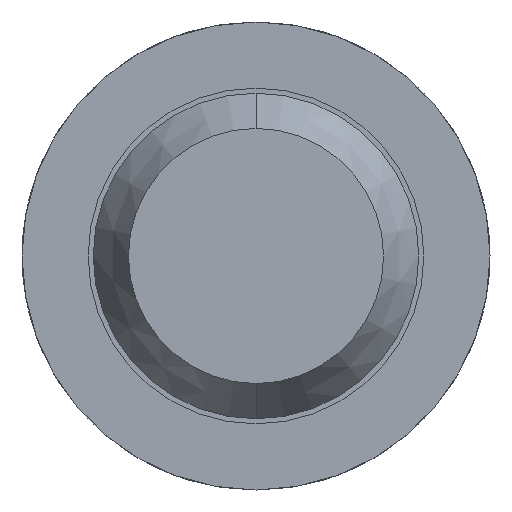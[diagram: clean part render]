
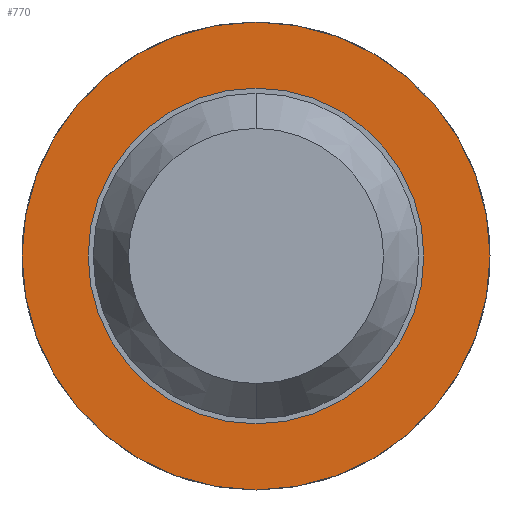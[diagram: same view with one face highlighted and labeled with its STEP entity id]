
A CAD part, front view. The second image highlights one B-rep face of the part: STEP entity #770.
In plain terms, the highlighted planar face has unit normal (0, -1, 0).
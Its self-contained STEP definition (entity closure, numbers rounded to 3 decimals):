
#104 = VERTEX_POINT ( 'NONE', #888 ) ;
#135 = AXIS2_PLACEMENT_3D ( 'NONE', #2271, #3354, #2212 ) ;
#228 = EDGE_LOOP ( 'NONE', ( #1134, #588 ) ) ;
#344 = ORIENTED_EDGE ( 'NONE', *, *, #2100, .T. ) ;
#355 = CARTESIAN_POINT ( 'NONE',  ( 0., -1.7, 1.15 ) ) ;
#414 = AXIS2_PLACEMENT_3D ( 'NONE', #493, #1615, #1081 ) ;
#450 = CIRCLE ( 'NONE', #2464, 1.15 ) ;
#485 = CIRCLE ( 'NONE', #135, 0.825 ) ;
#493 = CARTESIAN_POINT ( 'NONE',  ( 0.825, -1.7, 0. ) ) ;
#588 = ORIENTED_EDGE ( 'NONE', *, *, #1840, .F. ) ;
#677 = DIRECTION ( 'NONE',  ( 0., 1., 0. ) ) ;
#770 = ADVANCED_FACE ( 'Defeature ausgef�hrt1_7', ( #1899, #3636 ), #3288, .F. ) ;
#888 = CARTESIAN_POINT ( 'NONE',  ( 0., -1.7, 0.825 ) ) ;
#964 = DIRECTION ( 'NONE',  ( 0., 0., 1. ) ) ;
#975 = CARTESIAN_POINT ( 'NONE',  ( 0., -1.7, 0. ) ) ;
#1081 = DIRECTION ( 'NONE',  ( 0., 0., 1. ) ) ;
#1134 = ORIENTED_EDGE ( 'NONE', *, *, #1266, .F. ) ;
#1266 = EDGE_CURVE ( 'Defeature ausgef�hrt1_0+Defeature ausgef�hrt1_7+Defeature ausgef�hrt1_7+Defeature ausgef�hrt1_7', #2175, #2174, #1341, .T. ) ;
#1341 = CIRCLE ( 'NONE', #1576, 1.15 ) ;
#1576 = AXIS2_PLACEMENT_3D ( 'NONE', #3176, #1750, #964 ) ;
#1615 = DIRECTION ( 'NONE',  ( 0., 1., 0. ) ) ;
#1626 = EDGE_LOOP ( 'NONE', ( #344, #3594 ) ) ;
#1750 = DIRECTION ( 'NONE',  ( 0., 1., 0. ) ) ;
#1774 = CIRCLE ( 'NONE', #2565, 0.825 ) ;
#1840 = EDGE_CURVE ( 'Defeature ausgef�hrt1_0+Defeature ausgef�hrt1_7+Defeature ausgef�hrt1_7+Defeature ausgef�hrt1_7', #2174, #2175, #450, .T. ) ;
#1867 = VERTEX_POINT ( 'NONE', #2497 ) ;
#1899 = FACE_OUTER_BOUND ( 'NONE', #228, .T. ) ;
#2100 = EDGE_CURVE ( 'Defeature ausgef�hrt1_7+Defeature ausgef�hrt1_6+Defeature ausgef�hrt1_6+Defeature ausgef�hrt1_6', #104, #1867, #485, .T. ) ;
#2174 = VERTEX_POINT ( 'NONE', #3165 ) ;
#2175 = VERTEX_POINT ( 'NONE', #355 ) ;
#2187 = CARTESIAN_POINT ( 'NONE',  ( 0., -1.7, 0. ) ) ;
#2212 = DIRECTION ( 'NONE',  ( 0., 0., 1. ) ) ;
#2271 = CARTESIAN_POINT ( 'NONE',  ( 0., -1.7, 0. ) ) ;
#2378 = EDGE_CURVE ( 'Defeature ausgef�hrt1_7+Defeature ausgef�hrt1_6+Defeature ausgef�hrt1_6+Defeature ausgef�hrt1_6', #1867, #104, #1774, .T. ) ;
#2464 = AXIS2_PLACEMENT_3D ( 'NONE', #975, #3599, #3230 ) ;
#2497 = CARTESIAN_POINT ( 'NONE',  ( 0., -1.7, -0.825 ) ) ;
#2565 = AXIS2_PLACEMENT_3D ( 'NONE', #2187, #677, #3242 ) ;
#3165 = CARTESIAN_POINT ( 'NONE',  ( 0., -1.7, -1.15 ) ) ;
#3176 = CARTESIAN_POINT ( 'NONE',  ( 0., -1.7, 0. ) ) ;
#3230 = DIRECTION ( 'NONE',  ( 0., 0., 1. ) ) ;
#3242 = DIRECTION ( 'NONE',  ( 0., 0., 1. ) ) ;
#3288 = PLANE ( 'NONE',  #414 ) ;
#3354 = DIRECTION ( 'NONE',  ( 0., 1., 0. ) ) ;
#3594 = ORIENTED_EDGE ( 'NONE', *, *, #2378, .T. ) ;
#3599 = DIRECTION ( 'NONE',  ( 0., 1., 0. ) ) ;
#3636 = FACE_BOUND ( 'NONE', #1626, .T. ) ;
